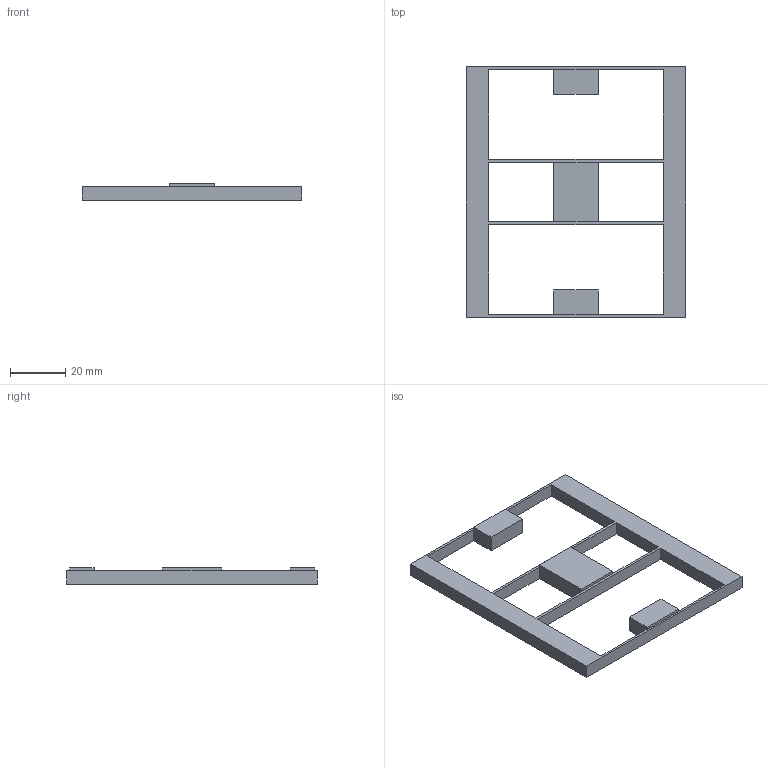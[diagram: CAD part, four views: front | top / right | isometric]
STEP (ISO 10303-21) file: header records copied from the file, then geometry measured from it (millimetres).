
FILE_DESCRIPTION(/* description */ (''),/* implementation_level */ '2;1');
FILE_NAME(/* name */ 'liner module(1) fail v1-dup.step',/* time_stamp */ '2024-05-04T12:00:03+10:00',/* author */ (''),/* organization */ (''),/* preprocessor_version */ 'ST-DEVELOPER v20',/* originating_system */ 'Autodesk Translation Framework v12.20.1.177',/* authorisation */ '');
FILE_SCHEMA (('AUTOMOTIVE_DESIGN { 1 0 10303 214 3 1 1 }'));
Length unit declared in the file: millimetre
Products named in the file (1): Configuration 6
Bounding box: 79.21 x 90.44 x 6 mm (x, y, z)
Volume: 12356.6 mm3; surface area: 9547.9 mm2
Topology: 1 solids, 1 shells, 39 faces, 108 edges, 70 vertices
Faces by surface type: plane 39
Entity records: 1263 total; most frequent: CARTESIAN_POINT 218, ORIENTED_EDGE 216, DIRECTION 188, LINE 108, VECTOR 108, EDGE_CURVE 108, VERTEX_POINT 70, EDGE_LOOP 46
